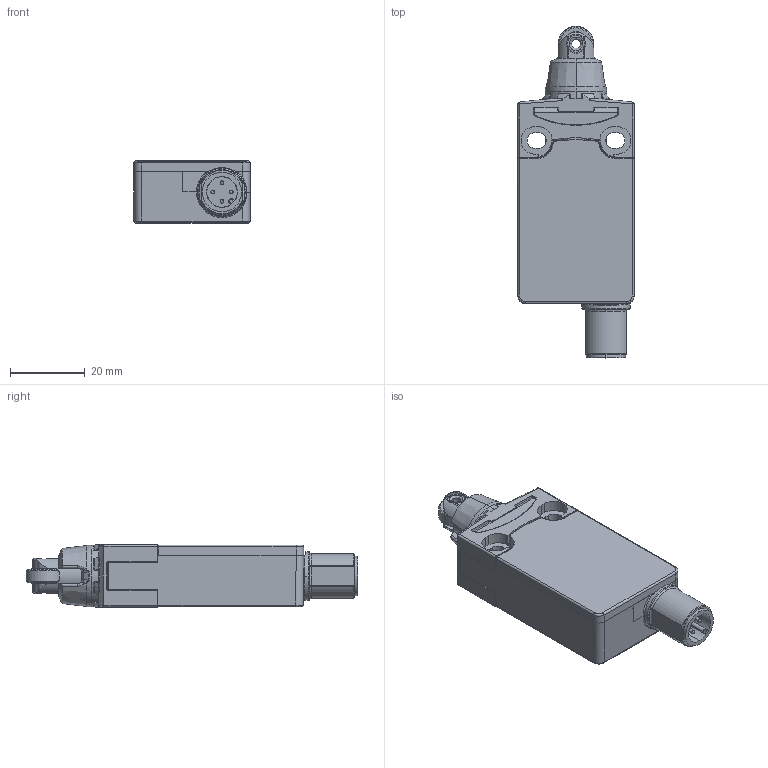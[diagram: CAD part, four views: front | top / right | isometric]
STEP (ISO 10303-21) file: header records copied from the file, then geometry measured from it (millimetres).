
FILE_DESCRIPTION (( 'STEP AP203' ), '1' );
FILE_NAME ('PS116Z11-STR200_Default.step', '2022-10-27T18:30:10', ( 'Windows User' ), ( 'AUTOMATION DIRECT' ), 'SwSTEP 2.0', 'SolidWorks 2021', '' );
FILE_SCHEMA (( 'CONFIG_CONTROL_DESIGN' ));
Length unit declared in the file: inch
Products named in the file (1): PS116Z11-STR200_Default
Bounding box: 31 x 88.58 x 16.6 mm (x, y, z)
Volume: 28483.5 mm3; surface area: 12890.7 mm2
Topology: 2 solids, 2 shells, 1087 faces, 2878 edges, 1762 vertices
Faces by surface type: cylinder 478, plane 303, bspline 260, cone 46
Entity records: 43135 total; most frequent: CARTESIAN_POINT 18237, ORIENTED_EDGE 5680, DIRECTION 4722, EDGE_CURVE 2840, AXIS2_PLACEMENT_3D 1780, VERTEX_POINT 1762, LINE 1162, VECTOR 1162
